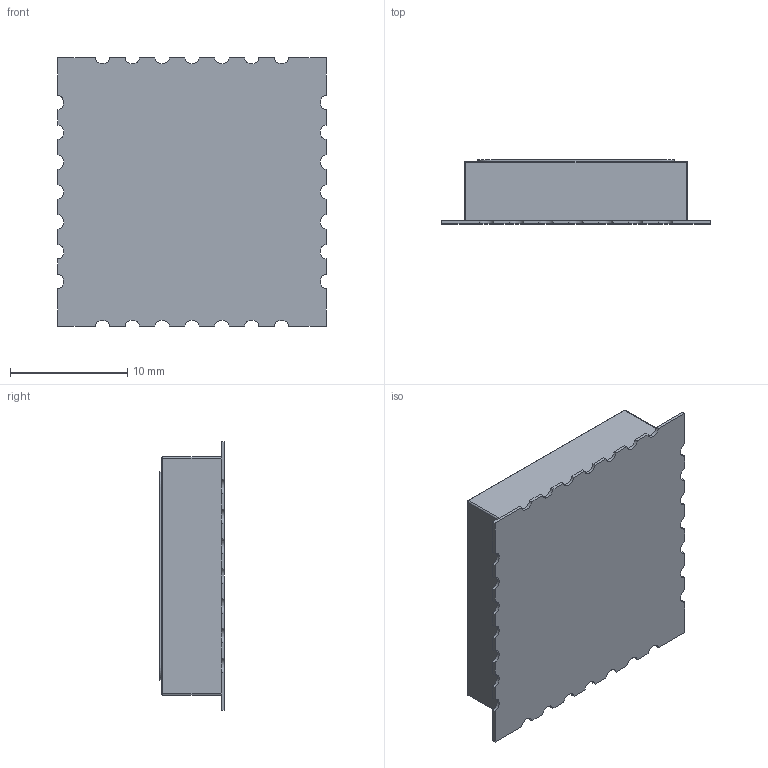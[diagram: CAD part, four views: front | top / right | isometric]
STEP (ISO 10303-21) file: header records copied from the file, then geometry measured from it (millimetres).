
FILE_DESCRIPTION (( 'STEP AP203' ), '1' );
FILE_NAME ('PE19XR1000_3D.step', '2022-05-26T15:58:04', ( '' ), ( '' ), 'SwSTEP 2.0', 'SolidWorks 2021', '' );
FILE_SCHEMA (( 'CONFIG_CONTROL_DESIGN' ));
Length unit declared in the file: inch
Products named in the file (1): PE19XR1000_3D
Bounding box: 22.86 x 5.46 x 22.86 mm (x, y, z)
Volume: 2132.6 mm3; surface area: 2048.6 mm2
Topology: 2 solids, 2 shells, 787 faces, 2189 edges, 1469 vertices
Faces by surface type: plane 483, bspline 259, cylinder 41, sphere 4
Entity records: 36957 total; most frequent: CARTESIAN_POINT 18377, ORIENTED_EDGE 4370, DIRECTION 2808, EDGE_CURVE 2185, LINE 1584, VECTOR 1584, VERTEX_POINT 1469, EDGE_LOOP 854
